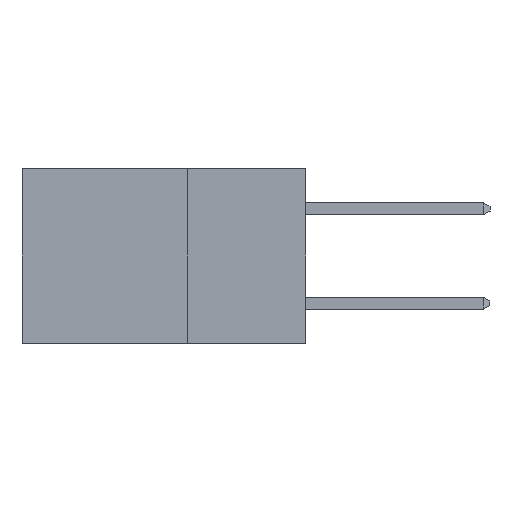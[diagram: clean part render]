
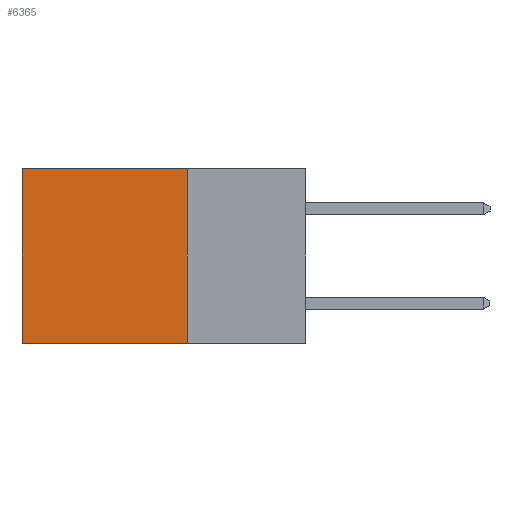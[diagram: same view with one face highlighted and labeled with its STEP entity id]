
A CAD part, left-side view. The second image highlights one B-rep face of the part: STEP entity #6365.
In plain terms, the highlighted planar face has unit normal (-1, 0, 0).
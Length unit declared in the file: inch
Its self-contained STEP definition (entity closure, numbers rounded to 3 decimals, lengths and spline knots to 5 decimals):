
#1552 = AXIS2_PLACEMENT_3D ( 'NONE', #17028, #7424, #18632 ) ;
#3893 = ORIENTED_EDGE ( 'NONE', *, *, #5144, .F. ) ;
#4128 = CARTESIAN_POINT ( 'NONE',  ( 0.298, 0.25, 0. ) ) ;
#4469 = ORIENTED_EDGE ( 'NONE', *, *, #11974, .T. ) ;
#4782 = VERTEX_POINT ( 'NONE', #11162 ) ;
#4992 = LINE ( 'NONE', #4128, #13098 ) ;
#5144 = EDGE_CURVE ( 'NONE', #4782, #16365, #4992, .T. ) ;
#5319 = DIRECTION ( 'NONE',  ( 0., 1., 0. ) ) ;
#5494 = DIRECTION ( 'NONE',  ( 0., 1., 0. ) ) ;
#5800 = LINE ( 'NONE', #19936, #13885 ) ;
#6365 = ADVANCED_FACE ( 'NONE', ( #13541 ), #12229, .F. ) ;
#7407 = VECTOR ( 'NONE', #7534, 39.37008 ) ;
#7424 = DIRECTION ( 'NONE',  ( 1., 0., 0. ) ) ;
#7427 = DIRECTION ( 'NONE',  ( 0., 0., -1. ) ) ;
#7534 = DIRECTION ( 'NONE',  ( 0., 0., -1. ) ) ;
#7899 = EDGE_LOOP ( 'NONE', ( #4469, #10706, #3893, #17351 ) ) ;
#7955 = CARTESIAN_POINT ( 'NONE',  ( 0.298, 0.6, 0. ) ) ;
#8509 = CARTESIAN_POINT ( 'NONE',  ( 0.298, 0.25, 0. ) ) ;
#8756 = VECTOR ( 'NONE', #5319, 39.37008 ) ;
#9087 = VERTEX_POINT ( 'NONE', #15223 ) ;
#10706 = ORIENTED_EDGE ( 'NONE', *, *, #16942, .F. ) ;
#11162 = CARTESIAN_POINT ( 'NONE',  ( 0.298, 0.25, 0. ) ) ;
#11974 = EDGE_CURVE ( 'NONE', #14015, #9087, #20167, .T. ) ;
#12229 = PLANE ( 'NONE',  #1552 ) ;
#13062 = LINE ( 'NONE', #8509, #8756 ) ;
#13098 = VECTOR ( 'NONE', #7427, 39.37008 ) ;
#13541 = FACE_OUTER_BOUND ( 'NONE', #7899, .T. ) ;
#13885 = VECTOR ( 'NONE', #5494, 39.37008 ) ;
#14015 = VERTEX_POINT ( 'NONE', #7955 ) ;
#15223 = CARTESIAN_POINT ( 'NONE',  ( 0.298, 0.6, -0.37 ) ) ;
#15522 = CARTESIAN_POINT ( 'NONE',  ( 0.298, 0.6, 0. ) ) ;
#16365 = VERTEX_POINT ( 'NONE', #18581 ) ;
#16942 = EDGE_CURVE ( 'NONE', #16365, #9087, #5800, .T. ) ;
#17028 = CARTESIAN_POINT ( 'NONE',  ( 0.298, 0.25, 0. ) ) ;
#17351 = ORIENTED_EDGE ( 'NONE', *, *, #20243, .T. ) ;
#18581 = CARTESIAN_POINT ( 'NONE',  ( 0.298, 0.25, -0.37 ) ) ;
#18632 = DIRECTION ( 'NONE',  ( 0., 0., -1. ) ) ;
#19936 = CARTESIAN_POINT ( 'NONE',  ( 0.298, 0.25, -0.37 ) ) ;
#20167 = LINE ( 'NONE', #15522, #7407 ) ;
#20243 = EDGE_CURVE ( 'NONE', #4782, #14015, #13062, .T. ) ;
